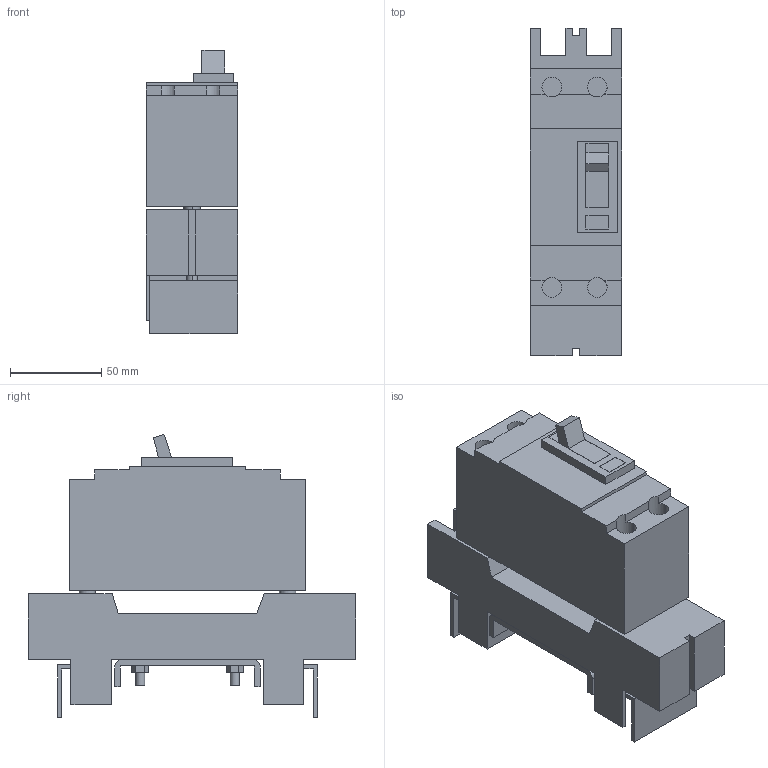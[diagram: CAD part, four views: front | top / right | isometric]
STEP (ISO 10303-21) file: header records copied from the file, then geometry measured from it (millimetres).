
FILE_DESCRIPTION(('CoCreate Modeling STEP Export'),'2;1');
FILE_NAME('Ｅ１００ＳＦ２Ｍ.stp','2016-03-31T13:50:26',(''),(''),'CoCreate Modeling STEP processor for AP214 (Solid Model)','CoCreate Modeling 17.0 01-Apr-2010 (C) Parametric Technology GmbH','');
FILE_SCHEMA(('AUTOMOTIVE_DESIGN { 1 0 10303 214 1 1 1 1 }'));
Length unit declared in the file: millimetre
Products named in the file (10): P5.1; P7; P6; P2; P4.1; P8; P3; P1; P5; Ｅ１００ＳＦ２Ｍ
Assembly tree (13 placements, depth 2):
  Ｅ１００ＳＦ２Ｍ
    P5
    P1
    P4.1  x2
    P6  x2
    P3
    P8  x2
    P7  x2
    P2
    P5.1
Bounding box: 50 x 180 x 155.54 mm (x, y, z)
Volume: 719793.9 mm3; surface area: 115907.3 mm2
Topology: 13 solids, 13 shells, 211 faces, 524 edges, 348 vertices
Faces by surface type: plane 155, cylinder 56
Entity records: 5328 total; most frequent: ORIENTED_EDGE 904, CARTESIAN_POINT 862, DIRECTION 774, EDGE_CURVE 452, VECTOR 350, LINE 350, VERTEX_POINT 300, AXIS2_PLACEMENT_3D 212
